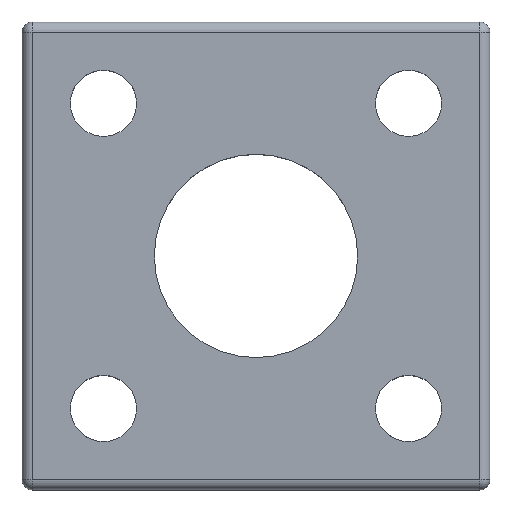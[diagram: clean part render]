
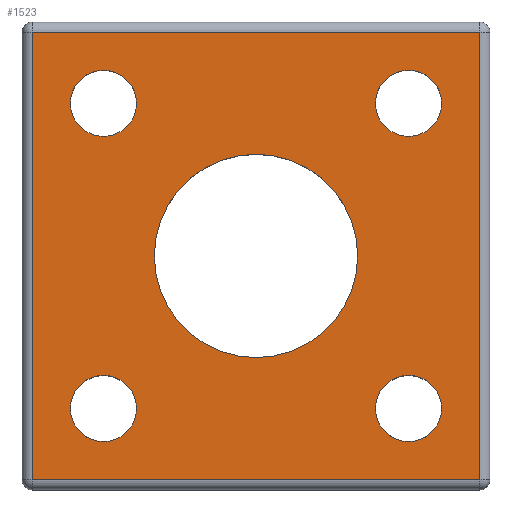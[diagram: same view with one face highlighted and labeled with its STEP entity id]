
A CAD part, top view. The second image highlights one B-rep face of the part: STEP entity #1523.
In plain terms, the highlighted planar face has unit normal (0, 0, 1).
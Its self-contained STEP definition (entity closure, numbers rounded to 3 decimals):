
#48=FACE_BOUND('',#525,.T.);
#49=FACE_BOUND('',#526,.T.);
#50=FACE_BOUND('',#527,.T.);
#51=FACE_BOUND('',#528,.T.);
#52=FACE_BOUND('',#529,.T.);
#79=PLANE('',#1734);
#161=LINE('',#2770,#261);
#163=LINE('',#2773,#263);
#171=LINE('',#2786,#271);
#173=LINE('',#2789,#273);
#261=VECTOR('',#2182,10.);
#263=VECTOR('',#2186,10.);
#271=VECTOR('',#2204,10.);
#273=VECTOR('',#2208,10.);
#414=FACE_OUTER_BOUND('',#524,.T.);
#524=EDGE_LOOP('',(#1374,#1375,#1376,#1377));
#525=EDGE_LOOP('',(#1378));
#526=EDGE_LOOP('',(#1379));
#527=EDGE_LOOP('',(#1380));
#528=EDGE_LOOP('',(#1381));
#529=EDGE_LOOP('',(#1382));
#613=CIRCLE('',#1667,3.25);
#614=CIRCLE('',#1669,3.25);
#648=CIRCLE('',#1735,3.25);
#649=CIRCLE('',#1736,3.25);
#650=CIRCLE('',#1737,10.);
#737=VERTEX_POINT('',#2522);
#741=VERTEX_POINT('',#2566);
#757=VERTEX_POINT('',#2712);
#762=VERTEX_POINT('',#2725);
#765=VERTEX_POINT('',#2732);
#772=VERTEX_POINT('',#2751);
#776=VERTEX_POINT('',#2797);
#777=VERTEX_POINT('',#2799);
#778=VERTEX_POINT('',#2801);
#914=EDGE_CURVE('',#737,#737,#613,.T.);
#919=EDGE_CURVE('',#741,#741,#614,.T.);
#970=EDGE_CURVE('',#762,#772,#161,.T.);
#972=EDGE_CURVE('',#772,#765,#163,.T.);
#980=EDGE_CURVE('',#765,#757,#171,.T.);
#982=EDGE_CURVE('',#757,#762,#173,.T.);
#986=EDGE_CURVE('',#776,#776,#648,.T.);
#987=EDGE_CURVE('',#777,#777,#649,.T.);
#988=EDGE_CURVE('',#778,#778,#650,.T.);
#1374=ORIENTED_EDGE('',*,*,#970,.F.);
#1375=ORIENTED_EDGE('',*,*,#982,.F.);
#1376=ORIENTED_EDGE('',*,*,#980,.F.);
#1377=ORIENTED_EDGE('',*,*,#972,.F.);
#1378=ORIENTED_EDGE('',*,*,#914,.T.);
#1379=ORIENTED_EDGE('',*,*,#919,.T.);
#1380=ORIENTED_EDGE('',*,*,#986,.T.);
#1381=ORIENTED_EDGE('',*,*,#987,.T.);
#1382=ORIENTED_EDGE('',*,*,#988,.T.);
#1523=ADVANCED_FACE('',(#414,#48,#49,#50,#51,#52),#79,.T.);
#1667=AXIS2_PLACEMENT_3D('',#2524,#2055,#2056);
#1669=AXIS2_PLACEMENT_3D('',#2568,#2061,#2062);
#1734=AXIS2_PLACEMENT_3D('',#2796,#2218,#2219);
#1735=AXIS2_PLACEMENT_3D('',#2798,#2220,#2221);
#1736=AXIS2_PLACEMENT_3D('',#2800,#2222,#2223);
#1737=AXIS2_PLACEMENT_3D('',#2802,#2224,#2225);
#2055=DIRECTION('center_axis',(0.,0.,-1.));
#2056=DIRECTION('ref_axis',(1.,0.,0.));
#2061=DIRECTION('center_axis',(0.,0.,-1.));
#2062=DIRECTION('ref_axis',(1.,0.,0.));
#2182=DIRECTION('',(0.,-1.,0.));
#2186=DIRECTION('',(-1.,0.,0.));
#2204=DIRECTION('',(0.,1.,0.));
#2208=DIRECTION('',(1.,0.,0.));
#2218=DIRECTION('center_axis',(0.,0.,1.));
#2219=DIRECTION('ref_axis',(1.,0.,0.));
#2220=DIRECTION('center_axis',(0.,0.,-1.));
#2221=DIRECTION('ref_axis',(1.,0.,0.));
#2222=DIRECTION('center_axis',(0.,0.,-1.));
#2223=DIRECTION('ref_axis',(1.,0.,0.));
#2224=DIRECTION('center_axis',(0.,0.,-1.));
#2225=DIRECTION('ref_axis',(1.,0.,0.));
#2522=CARTESIAN_POINT('',(-18.25,15.,11.));
#2524=CARTESIAN_POINT('Origin',(-15.,15.,11.));
#2566=CARTESIAN_POINT('',(11.75,15.,11.));
#2568=CARTESIAN_POINT('Origin',(15.,15.,11.));
#2712=CARTESIAN_POINT('',(-22.,22.,11.));
#2725=CARTESIAN_POINT('',(22.,22.,11.));
#2732=CARTESIAN_POINT('',(-22.,-22.,11.));
#2751=CARTESIAN_POINT('',(22.,-22.,11.));
#2770=CARTESIAN_POINT('',(22.,-11.5,11.));
#2773=CARTESIAN_POINT('',(-11.5,-22.,11.));
#2786=CARTESIAN_POINT('',(-22.,11.5,11.));
#2789=CARTESIAN_POINT('',(11.5,22.,11.));
#2796=CARTESIAN_POINT('Origin',(0.,0.,11.));
#2797=CARTESIAN_POINT('',(-18.25,-15.,11.));
#2798=CARTESIAN_POINT('Origin',(-15.,-15.,11.));
#2799=CARTESIAN_POINT('',(11.75,-15.,11.));
#2800=CARTESIAN_POINT('Origin',(15.,-15.,11.));
#2801=CARTESIAN_POINT('',(-10.,0.,11.));
#2802=CARTESIAN_POINT('Origin',(0.,0.,11.));
